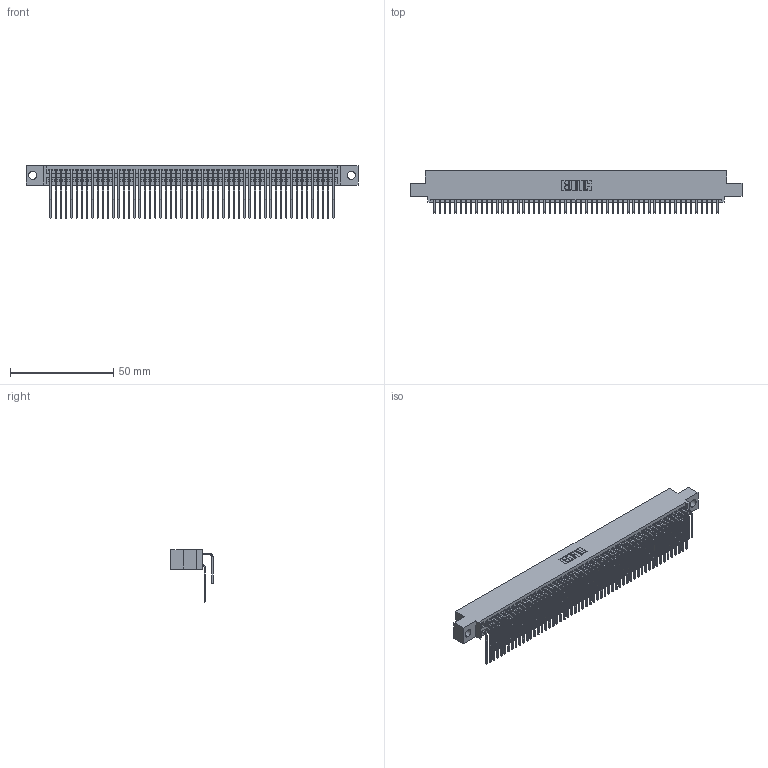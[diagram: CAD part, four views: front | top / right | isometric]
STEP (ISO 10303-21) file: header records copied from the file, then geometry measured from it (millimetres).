
FILE_DESCRIPTION (( 'STEP AP203' ), '1' );
FILE_NAME ('345-110-559-504.STEP', '2021-05-21T15:25:08', ( '' ), ( '' ), 'SwSTEP 2.0', 'SolidWorks 2020', '' );
FILE_SCHEMA (( 'CONFIG_CONTROL_DESIGN' ));
Length unit declared in the file: inch
Products named in the file (4): 345-292-001_559 Tail - 2; 345-292-001_558 559 Tail - 1; 345 Part_0.110 Offset - 0.156 Dia-TI; 345-110-559-504
Assembly tree (111 placements, depth 2):
  345-110-559-504
    345 Part_0.110 Offset - 0.156 Dia-TI
    345-292-001_558 559 Tail - 1  x55
    345-292-001_559 Tail - 2  x55
Bounding box: 160.91 x 20.56 x 25.53 mm (x, y, z)
Volume: 16206.8 mm3; surface area: 27136.5 mm2
Topology: 111 solids, 111 shells, 5864 faces, 17439 edges, 11478 vertices
Faces by surface type: plane 3948, cylinder 1916
Entity records: 43607 total; most frequent: CARTESIAN_POINT 7349, ORIENTED_EDGE 7230, DIRECTION 6435, EDGE_CURVE 3615, LINE 3223, VECTOR 3223, VERTEX_POINT 2406, AXIS2_PLACEMENT_3D 1606
